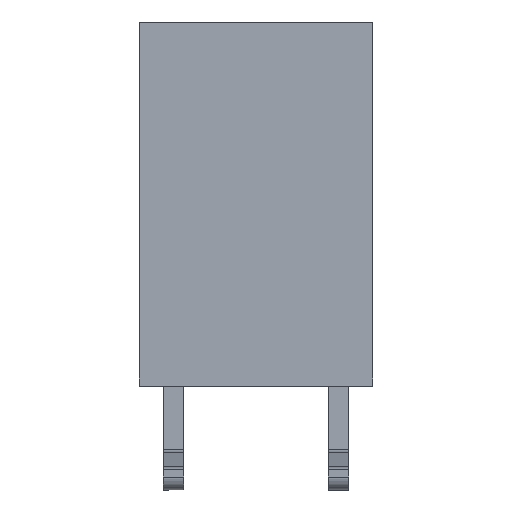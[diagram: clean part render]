
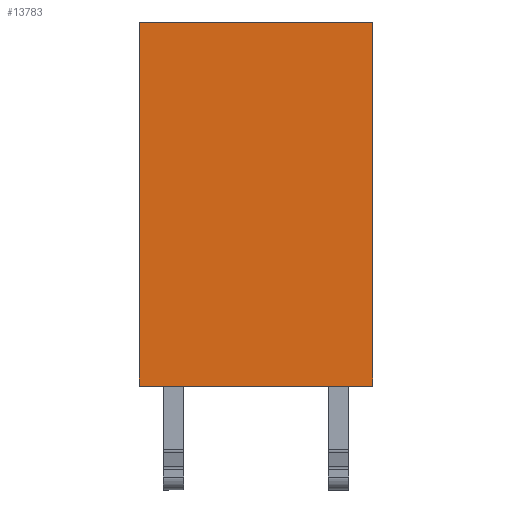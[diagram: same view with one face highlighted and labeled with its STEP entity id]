
A CAD part, front view. The second image highlights one B-rep face of the part: STEP entity #13783.
In plain terms, the highlighted planar face has unit normal (0, -1, 0).
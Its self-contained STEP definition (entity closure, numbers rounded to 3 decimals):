
#217 = VERTEX_POINT ( 'NONE', #6249 ) ;
#1144 = CARTESIAN_POINT ( 'NONE',  ( -4.5, -2.65, 14. ) ) ;
#1214 = LINE ( 'NONE', #3213, #6678 ) ;
#1603 = VECTOR ( 'NONE', #13896, 1000. ) ;
#2076 = DIRECTION ( 'NONE',  ( -1., 0., 0. ) ) ;
#2174 = ORIENTED_EDGE ( 'NONE', *, *, #7057, .T. ) ;
#3016 = DIRECTION ( 'NONE',  ( 0., 0., -1. ) ) ;
#3213 = CARTESIAN_POINT ( 'NONE',  ( 4.5, -2.65, 14. ) ) ;
#3579 = DIRECTION ( 'NONE',  ( 1., 0., 0. ) ) ;
#3948 = AXIS2_PLACEMENT_3D ( 'NONE', #19542, #6849, #2076 ) ;
#4262 = EDGE_CURVE ( 'NONE', #12732, #16728, #11641, .T. ) ;
#4919 = PLANE ( 'NONE',  #3948 ) ;
#5287 = VERTEX_POINT ( 'NONE', #12019 ) ;
#6249 = CARTESIAN_POINT ( 'NONE',  ( -4.5, -2.65, 14. ) ) ;
#6678 = VECTOR ( 'NONE', #3016, 1000. ) ;
#6849 = DIRECTION ( 'NONE',  ( 0., 1., 0. ) ) ;
#7034 = VECTOR ( 'NONE', #3579, 1000. ) ;
#7057 = EDGE_CURVE ( 'NONE', #217, #12732, #18715, .T. ) ;
#7749 = CARTESIAN_POINT ( 'NONE',  ( 4.5, -2.65, 0. ) ) ;
#8191 = ORIENTED_EDGE ( 'NONE', *, *, #10670, .F. ) ;
#9145 = LINE ( 'NONE', #14317, #1603 ) ;
#10670 = EDGE_CURVE ( 'NONE', #217, #5287, #9145, .T. ) ;
#11292 = EDGE_CURVE ( 'NONE', #5287, #16728, #1214, .T. ) ;
#11541 = CARTESIAN_POINT ( 'NONE',  ( -4.5, -2.65, 0. ) ) ;
#11641 = LINE ( 'NONE', #11541, #7034 ) ;
#12019 = CARTESIAN_POINT ( 'NONE',  ( 4.5, -2.65, 14. ) ) ;
#12732 = VERTEX_POINT ( 'NONE', #20936 ) ;
#13783 = ADVANCED_FACE ( 'NONE', ( #16386 ), #4919, .F. ) ;
#13896 = DIRECTION ( 'NONE',  ( 1., 0., 0. ) ) ;
#14317 = CARTESIAN_POINT ( 'NONE',  ( -4.5, -2.65, 14. ) ) ;
#15360 = ORIENTED_EDGE ( 'NONE', *, *, #11292, .F. ) ;
#16386 = FACE_OUTER_BOUND ( 'NONE', #20517, .T. ) ;
#16728 = VERTEX_POINT ( 'NONE', #7749 ) ;
#17652 = VECTOR ( 'NONE', #19025, 1000. ) ;
#18715 = LINE ( 'NONE', #1144, #17652 ) ;
#19025 = DIRECTION ( 'NONE',  ( 0., 0., -1. ) ) ;
#19463 = ORIENTED_EDGE ( 'NONE', *, *, #4262, .T. ) ;
#19542 = CARTESIAN_POINT ( 'NONE',  ( -4.5, -2.65, 14. ) ) ;
#20517 = EDGE_LOOP ( 'NONE', ( #19463, #15360, #8191, #2174 ) ) ;
#20936 = CARTESIAN_POINT ( 'NONE',  ( -4.5, -2.65, 0. ) ) ;
